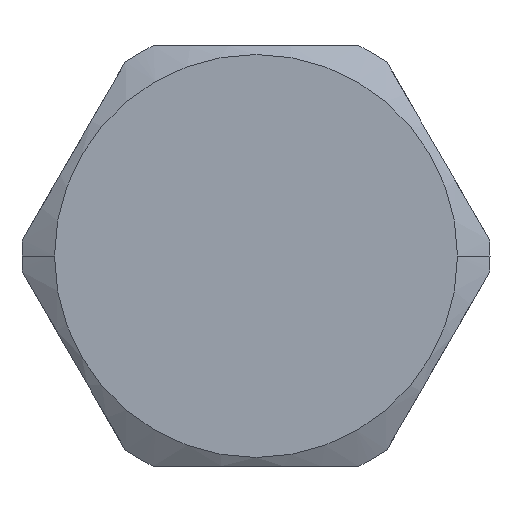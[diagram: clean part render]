
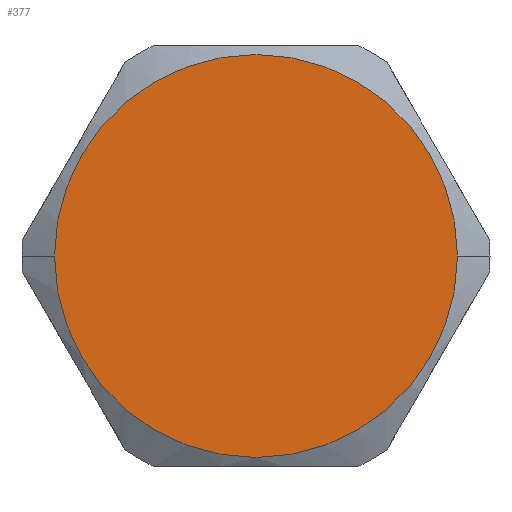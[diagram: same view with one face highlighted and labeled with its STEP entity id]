
A CAD part, left-side view. The second image highlights one B-rep face of the part: STEP entity #377.
In plain terms, the highlighted planar face has unit normal (-1, 0, 0).
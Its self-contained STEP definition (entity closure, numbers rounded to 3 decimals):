
#112 = DIRECTION ( 'NONE',  ( 0., -1., 0. ) ) ;
#116 = DIRECTION ( 'NONE',  ( -1., 0., 0. ) ) ;
#117 = CARTESIAN_POINT ( 'NONE',  ( 0., 0., 0. ) ) ;
#377 = ADVANCED_FACE ( 'NONE', ( #9535 ), #4959, .T. ) ;
#729 = EDGE_CURVE ( 'NONE', #5686, #5685, #3359, .T. ) ;
#2807 = EDGE_LOOP ( 'NONE', ( #3570, #3571 ) ) ;
#3359 = CIRCLE ( 'NONE', #9415, 13.69 ) ;
#3570 = ORIENTED_EDGE ( 'NONE', *, *, #4513, .T. ) ;
#3571 = ORIENTED_EDGE ( 'NONE', *, *, #729, .T. ) ;
#4513 = EDGE_CURVE ( 'NONE', #5685, #5686, #8446, .T. ) ;
#4779 = DIRECTION ( 'NONE',  ( 0., -1., 0. ) ) ;
#4780 = DIRECTION ( 'NONE',  ( -1., 0., 0. ) ) ;
#4781 = CARTESIAN_POINT ( 'NONE',  ( 0., 0., 0. ) ) ;
#4955 = DIRECTION ( 'NONE',  ( 0., -1., 0. ) ) ;
#4956 = DIRECTION ( 'NONE',  ( -1., 0., 0. ) ) ;
#4959 = PLANE ( 'NONE',  #9392 ) ;
#4961 = CARTESIAN_POINT ( 'NONE',  ( 0., -16.495, 0. ) ) ;
#5685 = VERTEX_POINT ( 'NONE', #7214 ) ;
#5686 = VERTEX_POINT ( 'NONE', #7215 ) ;
#7214 = CARTESIAN_POINT ( 'NONE',  ( 0., 13.69, 0. ) ) ;
#7215 = CARTESIAN_POINT ( 'NONE',  ( 0., -13.69, 0. ) ) ;
#8446 = CIRCLE ( 'NONE', #10325, 13.69 ) ;
#9392 = AXIS2_PLACEMENT_3D ( 'NONE', #4961, #4956, #4955 ) ;
#9415 = AXIS2_PLACEMENT_3D ( 'NONE', #4781, #4780, #4779 ) ;
#9535 = FACE_OUTER_BOUND ( 'NONE', #2807, .T. ) ;
#10325 = AXIS2_PLACEMENT_3D ( 'NONE', #117, #116, #112 ) ;
